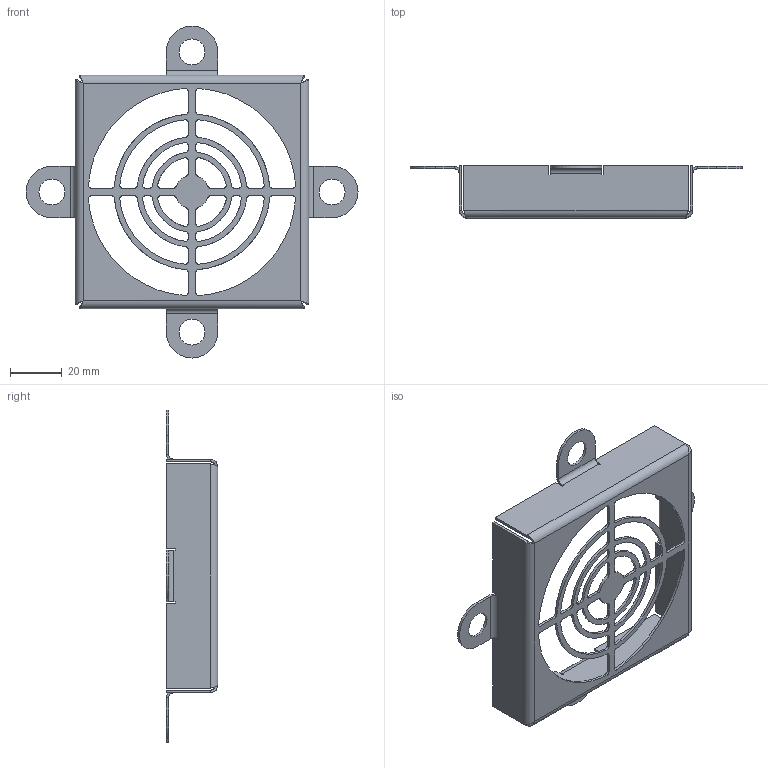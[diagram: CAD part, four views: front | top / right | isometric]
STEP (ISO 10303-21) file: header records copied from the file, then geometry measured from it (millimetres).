
FILE_DESCRIPTION (( 'STEP AP214' ), '1' );
FILE_NAME ('Tutorial 1.STEP', '2025-05-25T21:27:41', ( '' ), ( '' ), 'SwSTEP 2.0', 'SolidWorks 2024', '' );
FILE_SCHEMA (( 'AUTOMOTIVE_DESIGN' ));
Length unit declared in the file: millimetre
Products named in the file (1): Tutorial 1
Bounding box: 128 x 20 x 128 mm (x, y, z)
Volume: 11469.6 mm3; surface area: 24935.9 mm2
Topology: 1 solids, 1 shells, 248 faces, 674 edges, 428 vertices
Faces by surface type: plane 106, cylinder 102, bspline 40
Entity records: 9853 total; most frequent: CARTESIAN_POINT 3627, ORIENTED_EDGE 1348, DIRECTION 1200, EDGE_CURVE 674, VERTEX_POINT 428, VECTOR 406, LINE 406, AXIS2_PLACEMENT_3D 397
